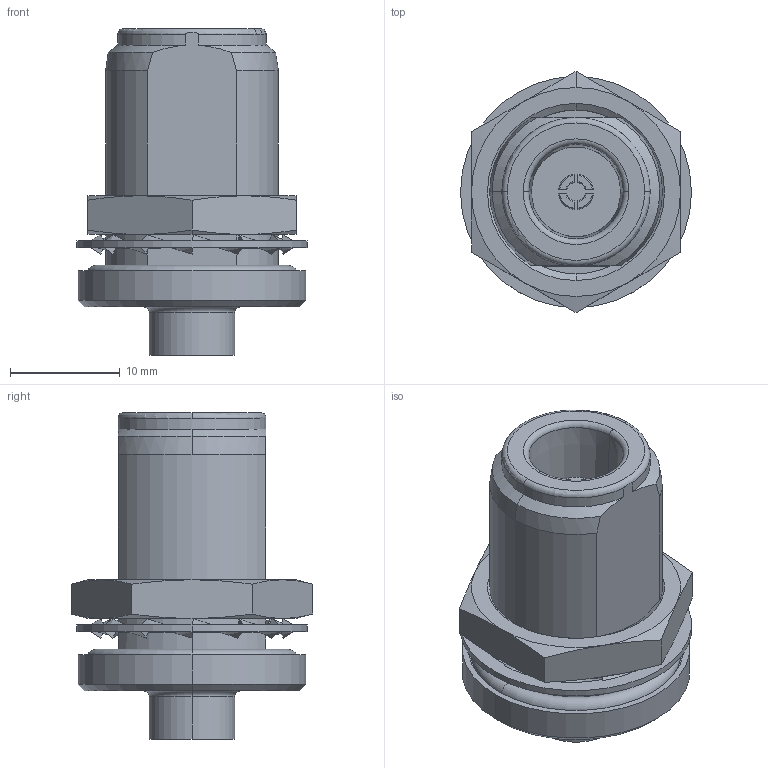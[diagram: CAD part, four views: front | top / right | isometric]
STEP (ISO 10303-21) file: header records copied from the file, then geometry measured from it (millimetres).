
FILE_DESCRIPTION (( 'STEP AP214' ), '1' );
FILE_NAME ('J01021A0171.STEP', '2016-10-13T14:24:42', ( '' ), ( '' ), 'SwSTEP 2.0', 'SolidWorks 2015', '' );
FILE_SCHEMA (( 'AUTOMOTIVE_DESIGN' ));
Length unit declared in the file: millimetre
Products named in the file (1): J01021A0171
Bounding box: 21 x 21.94 x 29.7 mm (x, y, z)
Volume: 5048.1 mm3; surface area: 3672.4 mm2
Topology: 3 solids, 3 shells, 202 faces, 505 edges, 316 vertices
Faces by surface type: plane 67, cylinder 45, cone 44, bspline 36, torus 10
Entity records: 9036 total; most frequent: CARTESIAN_POINT 2222, ORIENTED_EDGE 1010, DIRECTION 857, EDGE_CURVE 505, AXIS2_PLACEMENT_3D 327, VERTEX_POINT 316, EDGE_LOOP 217, UNCERTAINTY_MEASURE_WITH_UNIT 204
